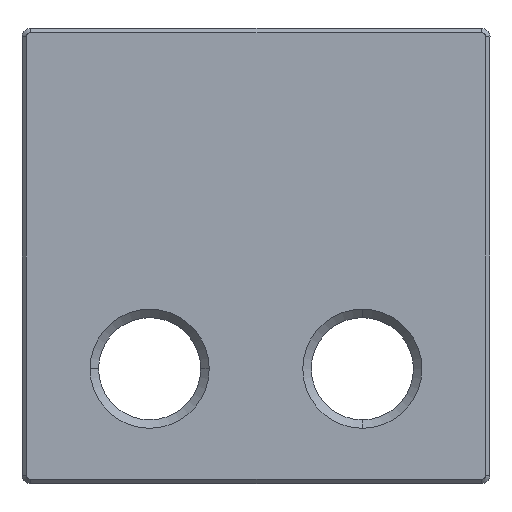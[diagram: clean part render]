
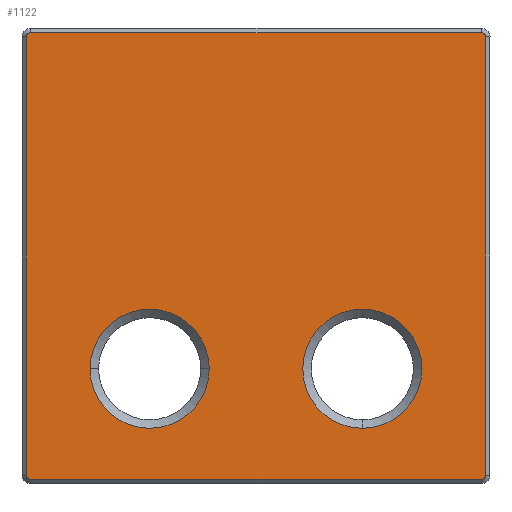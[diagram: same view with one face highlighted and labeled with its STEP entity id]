
A CAD part, front view. The second image highlights one B-rep face of the part: STEP entity #1122.
In plain terms, the highlighted planar face has unit normal (0, -1, 0).
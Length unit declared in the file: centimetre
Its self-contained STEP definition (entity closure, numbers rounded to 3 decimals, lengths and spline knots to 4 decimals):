
#12 = CIRCLE ( 'NONE', #1192, 0.0127 ) ;
#14 = FACE_BOUND ( 'NONE', #281, .T. ) ;
#27 = CIRCLE ( 'NONE', #1201, 0.0127 ) ;
#33 = FACE_OUTER_BOUND ( 'NONE', #277, .T. ) ;
#38 = ORIENTED_EDGE ( 'NONE', *, *, #1204, .T. ) ;
#41 = VECTOR ( 'NONE', #570, 100. ) ;
#44 = ORIENTED_EDGE ( 'NONE', *, *, #2772, .T. ) ;
#46 = ORIENTED_EDGE ( 'NONE', *, *, #1195, .T. ) ;
#49 = EDGE_LOOP ( 'NONE', ( #204, #210 ) ) ;
#58 = ORIENTED_EDGE ( 'NONE', *, *, #1222, .T. ) ;
#86 = CIRCLE ( 'NONE', #1212, 0.0127 ) ;
#91 = LINE ( 'NONE', #322, #233 ) ;
#93 = FACE_BOUND ( 'NONE', #49, .T. ) ;
#108 = ORIENTED_EDGE ( 'NONE', *, *, #1208, .T. ) ;
#117 = CIRCLE ( 'NONE', #1193, 0.0127 ) ;
#145 = ORIENTED_EDGE ( 'NONE', *, *, #1215, .T. ) ;
#153 = ORIENTED_EDGE ( 'NONE', *, *, #1200, .T. ) ;
#156 = ORIENTED_EDGE ( 'NONE', *, *, #1177, .T. ) ;
#178 = CIRCLE ( 'NONE', #1213, 0.1778 ) ;
#179 = CIRCLE ( 'NONE', #1241, 0.1778 ) ;
#185 = ORIENTED_EDGE ( 'NONE', *, *, #1223, .T. ) ;
#195 = LINE ( 'NONE', #578, #304 ) ;
#204 = ORIENTED_EDGE ( 'NONE', *, *, #2777, .T. ) ;
#210 = ORIENTED_EDGE ( 'NONE', *, *, #1149, .T. ) ;
#233 = VECTOR ( 'NONE', #334, 100. ) ;
#252 = ORIENTED_EDGE ( 'NONE', *, *, #1232, .T. ) ;
#277 = EDGE_LOOP ( 'NONE', ( #252, #58, #156, #153, #38, #108, #145, #185 ) ) ;
#278 = LINE ( 'NONE', #557, #280 ) ;
#280 = VECTOR ( 'NONE', #335, 100. ) ;
#281 = EDGE_LOOP ( 'NONE', ( #44, #46 ) ) ;
#300 = LINE ( 'NONE', #451, #41 ) ;
#304 = VECTOR ( 'NONE', #588, 100. ) ;
#316 = DIRECTION ( 'NONE',  ( 0., 0., 1. ) ) ;
#322 = CARTESIAN_POINT ( 'NONE',  ( 0.6858, -0.4445, -0.9296 ) ) ;
#323 = DIRECTION ( 'NONE',  ( 0., -1., 0. ) ) ;
#324 = CARTESIAN_POINT ( 'NONE',  ( 0.6731, -0.4445, 0.4039 ) ) ;
#334 = DIRECTION ( 'NONE',  ( 0., 0., 1. ) ) ;
#335 = DIRECTION ( 'NONE',  ( -1., 0., 0. ) ) ;
#445 = DIRECTION ( 'NONE',  ( 1., 0., 0. ) ) ;
#450 = CARTESIAN_POINT ( 'NONE',  ( 0., -0.4445, -0.9296 ) ) ;
#451 = CARTESIAN_POINT ( 'NONE',  ( 0., -0.4445, -0.9169 ) ) ;
#460 = DIRECTION ( 'NONE',  ( 1., 0., 0. ) ) ;
#474 = DIRECTION ( 'NONE',  ( 0., 0., 1. ) ) ;
#479 = DIRECTION ( 'NONE',  ( 0., 1., 0. ) ) ;
#487 = CARTESIAN_POINT ( 'NONE',  ( -0.3175, -0.4445, -0.5867 ) ) ;
#520 = PLANE ( 'NONE',  #1281 ) ;
#521 = DIRECTION ( 'NONE',  ( 0., -1., 0. ) ) ;
#523 = DIRECTION ( 'NONE',  ( 0., 0., 1. ) ) ;
#557 = CARTESIAN_POINT ( 'NONE',  ( 0., -0.4445, 0.4166 ) ) ;
#560 = DIRECTION ( 'NONE',  ( 0., -1., 0. ) ) ;
#561 = CARTESIAN_POINT ( 'NONE',  ( 0.6731, -0.4445, -0.9042 ) ) ;
#570 = DIRECTION ( 'NONE',  ( 1., 0., 0. ) ) ;
#572 = DIRECTION ( 'NONE',  ( 0., -1., 0. ) ) ;
#573 = CARTESIAN_POINT ( 'NONE',  ( -0.6731, -0.4445, -0.9042 ) ) ;
#578 = CARTESIAN_POINT ( 'NONE',  ( -0.6858, -0.4445, -0.9296 ) ) ;
#584 = DIRECTION ( 'NONE',  ( 0., 0., -1. ) ) ;
#585 = DIRECTION ( 'NONE',  ( 0., 1., 0. ) ) ;
#586 = CARTESIAN_POINT ( 'NONE',  ( 0.3175, -0.4445, -0.5867 ) ) ;
#588 = DIRECTION ( 'NONE',  ( 0., 0., -1. ) ) ;
#605 = DIRECTION ( 'NONE',  ( 0., 0., 1. ) ) ;
#610 = CARTESIAN_POINT ( 'NONE',  ( -0.6731, -0.4445, 0.4039 ) ) ;
#611 = DIRECTION ( 'NONE',  ( 0., -1., 0. ) ) ;
#778 = CARTESIAN_POINT ( 'NONE',  ( 0.3175, -0.4445, -0.5867 ) ) ;
#779 = DIRECTION ( 'NONE',  ( 0., 1., 0. ) ) ;
#780 = DIRECTION ( 'NONE',  ( 0., 0., -1. ) ) ;
#790 = CARTESIAN_POINT ( 'NONE',  ( -0.3175, -0.4445, -0.5867 ) ) ;
#791 = DIRECTION ( 'NONE',  ( 0., 1., 0. ) ) ;
#792 = DIRECTION ( 'NONE',  ( 1., 0., 0. ) ) ;
#1122 = ADVANCED_FACE ( 'NONE', ( #33, #93, #14 ), #520, .T. ) ;
#1149 = EDGE_CURVE ( 'NONE', #1893, #1742, #179, .T. ) ;
#1177 = EDGE_CURVE ( 'NONE', #1909, #1931, #86, .T. ) ;
#1192 = AXIS2_PLACEMENT_3D ( 'NONE', #561, #560, #523 ) ;
#1193 = AXIS2_PLACEMENT_3D ( 'NONE', #324, #323, #316 ) ;
#1195 = EDGE_CURVE ( 'NONE', #1905, #1911, #178, .T. ) ;
#1200 = EDGE_CURVE ( 'NONE', #1931, #1939, #195, .T. ) ;
#1201 = AXIS2_PLACEMENT_3D ( 'NONE', #573, #572, #474 ) ;
#1204 = EDGE_CURVE ( 'NONE', #1939, #1899, #27, .T. ) ;
#1208 = EDGE_CURVE ( 'NONE', #1899, #1745, #300, .T. ) ;
#1212 = AXIS2_PLACEMENT_3D ( 'NONE', #610, #611, #605 ) ;
#1213 = AXIS2_PLACEMENT_3D ( 'NONE', #586, #585, #584 ) ;
#1215 = EDGE_CURVE ( 'NONE', #1745, #1934, #12, .T. ) ;
#1222 = EDGE_CURVE ( 'NONE', #1900, #1909, #278, .T. ) ;
#1223 = EDGE_CURVE ( 'NONE', #1934, #1862, #91, .T. ) ;
#1232 = EDGE_CURVE ( 'NONE', #1862, #1900, #117, .T. ) ;
#1241 = AXIS2_PLACEMENT_3D ( 'NONE', #487, #479, #460 ) ;
#1281 = AXIS2_PLACEMENT_3D ( 'NONE', #450, #521, #445 ) ;
#1435 = CIRCLE ( 'NONE', #1604, 0.1778 ) ;
#1494 = CIRCLE ( 'NONE', #1607, 0.1778 ) ;
#1604 = AXIS2_PLACEMENT_3D ( 'NONE', #778, #779, #780 ) ;
#1607 = AXIS2_PLACEMENT_3D ( 'NONE', #790, #791, #792 ) ;
#1742 = VERTEX_POINT ( 'NONE', #2162 ) ;
#1745 = VERTEX_POINT ( 'NONE', #2165 ) ;
#1862 = VERTEX_POINT ( 'NONE', #2215 ) ;
#1893 = VERTEX_POINT ( 'NONE', #2237 ) ;
#1899 = VERTEX_POINT ( 'NONE', #2243 ) ;
#1900 = VERTEX_POINT ( 'NONE', #2244 ) ;
#1905 = VERTEX_POINT ( 'NONE', #2249 ) ;
#1909 = VERTEX_POINT ( 'NONE', #2253 ) ;
#1911 = VERTEX_POINT ( 'NONE', #2255 ) ;
#1931 = VERTEX_POINT ( 'NONE', #2268 ) ;
#1934 = VERTEX_POINT ( 'NONE', #2269 ) ;
#1939 = VERTEX_POINT ( 'NONE', #2278 ) ;
#2162 = CARTESIAN_POINT ( 'NONE',  ( -0.1397, -0.4445, -0.5867 ) ) ;
#2165 = CARTESIAN_POINT ( 'NONE',  ( 0.6731, -0.4445, -0.9169 ) ) ;
#2215 = CARTESIAN_POINT ( 'NONE',  ( 0.6858, -0.4445, 0.4039 ) ) ;
#2237 = CARTESIAN_POINT ( 'NONE',  ( -0.4953, -0.4445, -0.5867 ) ) ;
#2243 = CARTESIAN_POINT ( 'NONE',  ( -0.6731, -0.4445, -0.9169 ) ) ;
#2244 = CARTESIAN_POINT ( 'NONE',  ( 0.6731, -0.4445, 0.4166 ) ) ;
#2249 = CARTESIAN_POINT ( 'NONE',  ( 0.3175, -0.4445, -0.4089 ) ) ;
#2253 = CARTESIAN_POINT ( 'NONE',  ( -0.6731, -0.4445, 0.4166 ) ) ;
#2255 = CARTESIAN_POINT ( 'NONE',  ( 0.3175, -0.4445, -0.7645 ) ) ;
#2268 = CARTESIAN_POINT ( 'NONE',  ( -0.6858, -0.4445, 0.4039 ) ) ;
#2269 = CARTESIAN_POINT ( 'NONE',  ( 0.6858, -0.4445, -0.9042 ) ) ;
#2278 = CARTESIAN_POINT ( 'NONE',  ( -0.6858, -0.4445, -0.9042 ) ) ;
#2772 = EDGE_CURVE ( 'NONE', #1911, #1905, #1435, .T. ) ;
#2777 = EDGE_CURVE ( 'NONE', #1742, #1893, #1494, .T. ) ;
